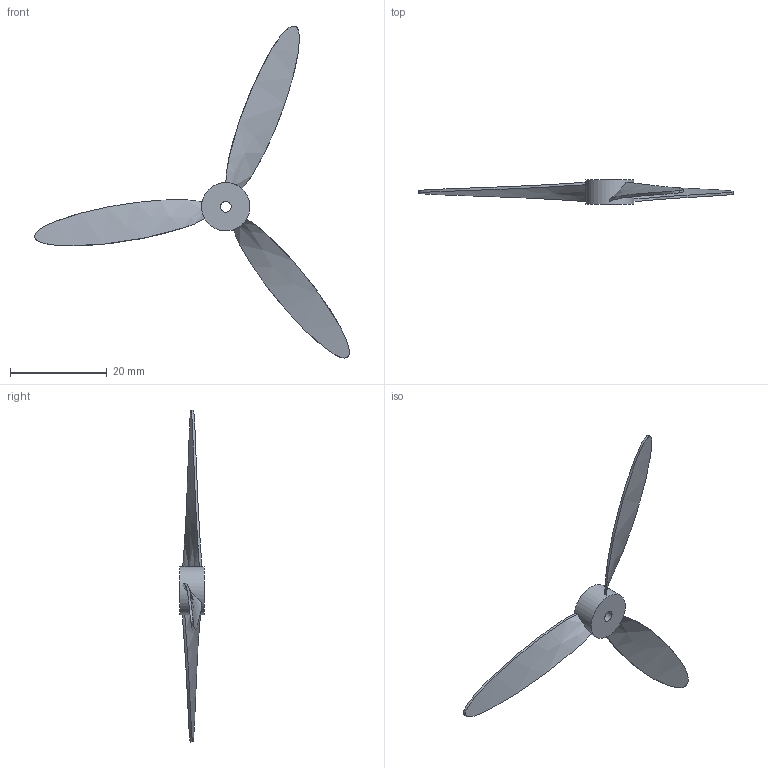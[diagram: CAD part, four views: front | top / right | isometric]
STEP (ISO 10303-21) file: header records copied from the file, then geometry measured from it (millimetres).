
FILE_DESCRIPTION(('FreeCAD Model'),'2;1');
FILE_NAME('Open CASCADE Shape Model','2024-03-29T20:11:28',(''),(''), 'Open CASCADE STEP processor 7.6','FreeCAD','Unknown');
FILE_SCHEMA(('AUTOMOTIVE_DESIGN { 1 0 10303 214 1 1 1 1 }'));
Length unit declared in the file: millimetre
Products named in the file (1): Пропеллер
Bounding box: 65.06 x 5 x 68.68 mm (x, y, z)
Volume: 702.5 mm3; surface area: 1823.7 mm2
Topology: 1 solids, 1 shells, 16 faces, 36 edges, 25 vertices
Faces by surface type: bspline 6, extrusion 6, cylinder 2, plane 2
Full cylindrical faces by diameter (mm): 2.2 x1, 10 x1
Entity records: 5139 total; most frequent: CARTESIAN_POINT 4509, B_SPLINE_CURVE_WITH_KNOTS 81, ORIENTED_EDGE 72, PCURVE 72, DEFINITIONAL_REPRESENTATION 72, DIRECTION 59, EDGE_CURVE 36, SURFACE_CURVE 34
